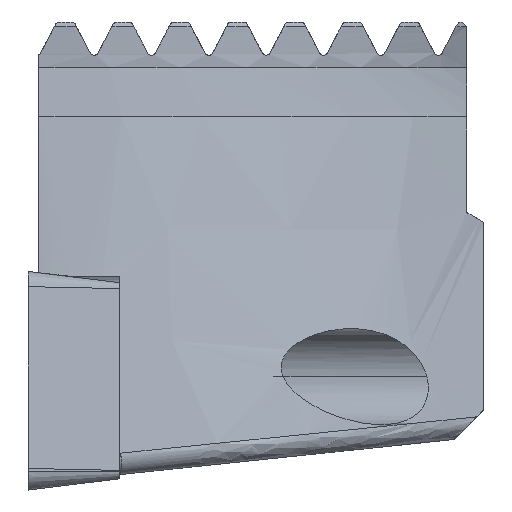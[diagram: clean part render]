
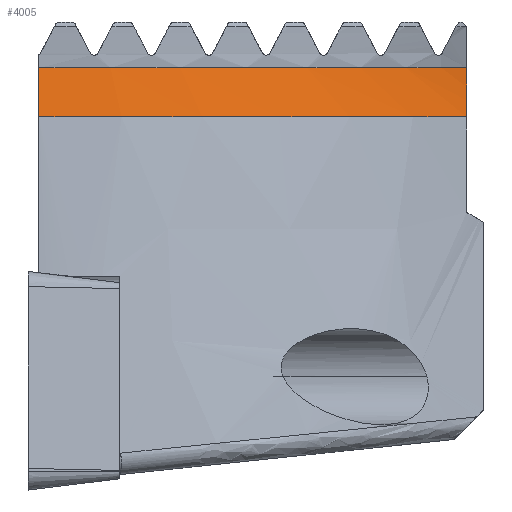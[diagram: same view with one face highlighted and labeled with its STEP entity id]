
A CAD part, left-side view. The second image highlights one B-rep face of the part: STEP entity #4005.
In plain terms, the highlighted conical face has half-angle 60 degrees and reference radius 19.5 mm.
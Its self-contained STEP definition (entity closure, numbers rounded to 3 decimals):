
#1959=VERTEX_POINT('NONE',#4765);
#2305=EDGE_CURVE('NONE',#1959,#2845,#5141,.F.);
#2491=EDGE_CURVE('NONE',#1959,#3491,#5347,.T.);
#2845=VERTEX_POINT('NONE',#5739);
#3057=EDGE_CURVE('NONE',#3343,#3491,#5969,.F.);
#3343=VERTEX_POINT('NONE',#6274);
#3427=EDGE_CURVE('NONE',#2845,#3343,#6363,.T.);
#3491=VERTEX_POINT('NONE',#6431);
#4005=ADVANCED_FACE('NONE',(#6998),#6999,.T.);
#4765=CARTESIAN_POINT('',(21.144,-19.12,18.4));
#5141=(B_SPLINE_CURVE(2,(#9886,#9887,#9888),.UNSPECIFIED.,.F.,.F.)B_SPLINE_CURVE_WITH_KNOTS((3,3),(2.809,11.213),.UNSPECIFIED.)RATIONAL_B_SPLINE_CURVE((1.052,1.123,1.154))BOUNDED_CURVE()REPRESENTATION_ITEM('')GEOMETRIC_REPRESENTATION_ITEM()CURVE());
#5347=CIRCLE('',#10218,19.5);
#5739=CARTESIAN_POINT('',(12.831,-19.12,16.262));
#5969=(B_SPLINE_CURVE(2,(#11352,#11353,#11354),.UNSPECIFIED.,.F.,.F.)B_SPLINE_CURVE_WITH_KNOTS((3,3),(2.895,7.141),.UNSPECIFIED.)RATIONAL_B_SPLINE_CURVE((1.008,1.011,1.007))BOUNDED_CURVE()REPRESENTATION_ITEM('')GEOMETRIC_REPRESENTATION_ITEM()CURVE());
#6274=CARTESIAN_POINT('',(3.296,-0.47,16.262));
#6363=CIRCLE('',#12061,23.204);
#6431=CARTESIAN_POINT('',(7.,-0.47,18.4));
#6998=FACE_OUTER_BOUND('',#13248,.T.);
#6999=CONICAL_SURFACE('',#13249,19.5,1.047);
#9886=CARTESIAN_POINT('',(12.831,-19.12,16.262));
#9887=CARTESIAN_POINT('',(17.348,-19.12,17.798));
#9888=CARTESIAN_POINT('',(21.144,-19.12,18.4));
#10218=AXIS2_PLACEMENT_3D('',#14977,#14978,#14979);
#11352=CARTESIAN_POINT('',(7.,-0.47,18.4));
#11353=CARTESIAN_POINT('',(5.309,-0.47,17.424));
#11354=CARTESIAN_POINT('',(3.296,-0.47,16.262));
#12061=AXIS2_PLACEMENT_3D('',#16108,#16109,#16110);
#13248=EDGE_LOOP('',(#16814,#16815,#16816,#16817));
#13249=AXIS2_PLACEMENT_3D('',#16818,#16819,#16820);
#14977=CARTESIAN_POINT('',(26.5,-0.37,18.4));
#14978=DIRECTION('',(0.,0.,-1.0));
#14979=DIRECTION('',(-1.0,0.,0.));
#16108=CARTESIAN_POINT('',(26.5,-0.37,16.262));
#16109=DIRECTION('',(0.,0.,-1.0));
#16110=DIRECTION('',(-1.0,0.,0.));
#16814=ORIENTED_EDGE('',*,*,#2305,.F.);
#16815=ORIENTED_EDGE('',*,*,#2491,.T.);
#16816=ORIENTED_EDGE('',*,*,#3057,.F.);
#16817=ORIENTED_EDGE('',*,*,#3427,.F.);
#16818=CARTESIAN_POINT('',(26.5,-0.37,18.4));
#16819=DIRECTION('',(0.,0.,-1.0));
#16820=DIRECTION('',(-1.0,0.,0.));
